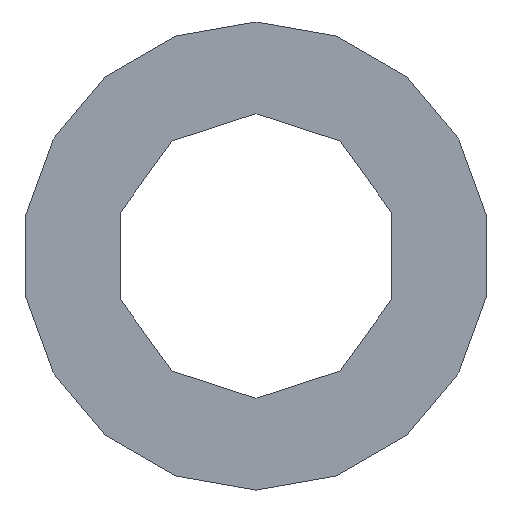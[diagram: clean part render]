
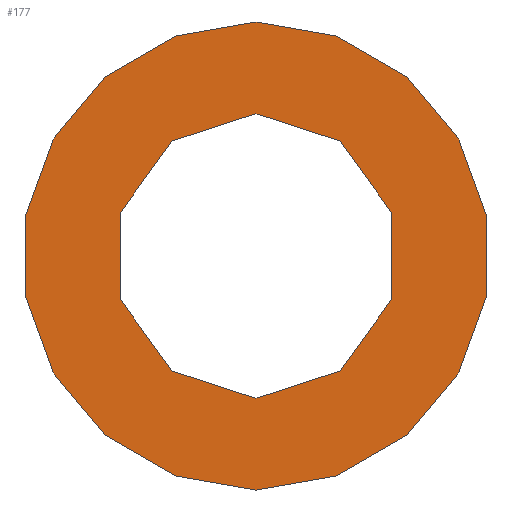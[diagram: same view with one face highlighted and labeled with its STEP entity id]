
A CAD part, left-side view. The second image highlights one B-rep face of the part: STEP entity #177.
In plain terms, the highlighted planar face has unit normal (-1, 0, 0).
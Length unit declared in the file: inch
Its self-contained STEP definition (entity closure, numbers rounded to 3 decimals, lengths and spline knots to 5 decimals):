
#8 = ORIENTED_EDGE ( 'NONE', *, *, #149, .T. ) ;
#11 = DIRECTION ( 'NONE',  ( 1., 0., 0. ) ) ;
#16 = FACE_OUTER_BOUND ( 'NONE', #184, .T. ) ;
#23 = VERTEX_POINT ( 'NONE', #181 ) ;
#25 = EDGE_CURVE ( 'NONE', #234, #89, #58, .T. ) ;
#26 = DIRECTION ( 'NONE',  ( 0., 0., -1. ) ) ;
#40 = FACE_BOUND ( 'NONE', #70, .T. ) ;
#43 = ORIENTED_EDGE ( 'NONE', *, *, #82, .F. ) ;
#48 = DIRECTION ( 'NONE',  ( 1., 0., 0. ) ) ;
#53 = CIRCLE ( 'NONE', #231, 0.125 ) ;
#58 = CIRCLE ( 'NONE', #173, 0.125 ) ;
#60 = DIRECTION ( 'NONE',  ( 1., 0., 0. ) ) ;
#63 = DIRECTION ( 'NONE',  ( 0., 0., -1. ) ) ;
#64 = CIRCLE ( 'NONE', #125, 0.076 ) ;
#66 = CARTESIAN_POINT ( 'NONE',  ( -60., 0., 0. ) ) ;
#70 = EDGE_LOOP ( 'NONE', ( #8, #159 ) ) ;
#73 = DIRECTION ( 'NONE',  ( 0., 0., -1. ) ) ;
#81 = VERTEX_POINT ( 'NONE', #123 ) ;
#82 = EDGE_CURVE ( 'NONE', #89, #234, #53, .T. ) ;
#83 = CARTESIAN_POINT ( 'NONE',  ( -60., 0., 0. ) ) ;
#89 = VERTEX_POINT ( 'NONE', #224 ) ;
#111 = CARTESIAN_POINT ( 'NONE',  ( -60., 0., 0. ) ) ;
#123 = CARTESIAN_POINT ( 'NONE',  ( -60., 0., 0.076 ) ) ;
#125 = AXIS2_PLACEMENT_3D ( 'NONE', #83, #11, #252 ) ;
#133 = CIRCLE ( 'NONE', #170, 0.076 ) ;
#134 = CARTESIAN_POINT ( 'NONE',  ( -60., 0., 0. ) ) ;
#139 = CARTESIAN_POINT ( 'NONE',  ( -60., 0., 0. ) ) ;
#140 = EDGE_CURVE ( 'NONE', #23, #81, #133, .T. ) ;
#145 = PLANE ( 'NONE',  #199 ) ;
#149 = EDGE_CURVE ( 'NONE', #81, #23, #64, .T. ) ;
#151 = ORIENTED_EDGE ( 'NONE', *, *, #25, .F. ) ;
#159 = ORIENTED_EDGE ( 'NONE', *, *, #140, .T. ) ;
#160 = DIRECTION ( 'NONE',  ( 0., 0., -1. ) ) ;
#170 = AXIS2_PLACEMENT_3D ( 'NONE', #66, #48, #26 ) ;
#173 = AXIS2_PLACEMENT_3D ( 'NONE', #134, #60, #63 ) ;
#177 = ADVANCED_FACE ( 'NONE', ( #16, #40 ), #145, .F. ) ;
#181 = CARTESIAN_POINT ( 'NONE',  ( -60., 0., -0.076 ) ) ;
#184 = EDGE_LOOP ( 'NONE', ( #151, #43 ) ) ;
#199 = AXIS2_PLACEMENT_3D ( 'NONE', #111, #211, #73 ) ;
#211 = DIRECTION ( 'NONE',  ( 1., 0., 0. ) ) ;
#224 = CARTESIAN_POINT ( 'NONE',  ( -60., 0., -0.125 ) ) ;
#231 = AXIS2_PLACEMENT_3D ( 'NONE', #139, #243, #160 ) ;
#234 = VERTEX_POINT ( 'NONE', #235 ) ;
#235 = CARTESIAN_POINT ( 'NONE',  ( -60., 0., 0.125 ) ) ;
#243 = DIRECTION ( 'NONE',  ( 1., 0., 0. ) ) ;
#252 = DIRECTION ( 'NONE',  ( 0., 0., -1. ) ) ;
